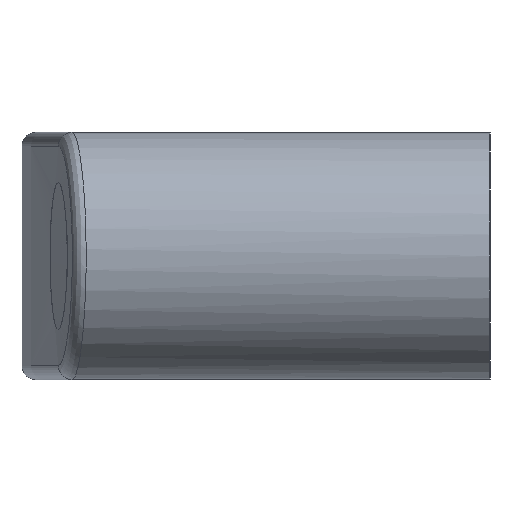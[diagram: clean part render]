
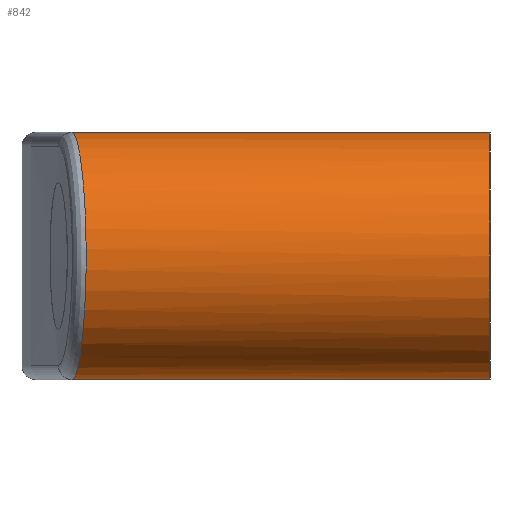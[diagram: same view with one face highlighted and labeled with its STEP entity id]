
A CAD part, left-side view. The second image highlights one B-rep face of the part: STEP entity #842.
In plain terms, the highlighted cylindrical face has radius 8.85 mm (diameter 17.7 mm), a partial arc.
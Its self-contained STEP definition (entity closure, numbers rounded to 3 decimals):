
#1 = CARTESIAN_POINT ( 'NONE',  ( -44.35, 0., 8.85 ) ) ;
#3 = DIRECTION ( 'NONE',  ( 0., -1., 0. ) ) ;
#65 = VERTEX_POINT ( 'NONE', #257 ) ;
#93 = CARTESIAN_POINT ( 'NONE',  ( -45.517, 29.787, -8.792 ) ) ;
#111 = CARTESIAN_POINT ( 'NONE',  ( -44.35, 0., 0. ) ) ;
#112 = CARTESIAN_POINT ( 'NONE',  ( -44.35, 27., 8.85 ) ) ;
#146 = CARTESIAN_POINT ( 'NONE',  ( -49.024, 29.401, -7.52 ) ) ;
#179 = LINE ( 'NONE', #2675, #751 ) ;
#180 = CARTESIAN_POINT ( 'NONE',  ( -53.2, 28.907, -0.282 ) ) ;
#182 = EDGE_CURVE ( 'NONE', #65, #1087, #179, .T. ) ;
#196 = B_SPLINE_CURVE_WITH_KNOTS ( 'NONE', 3,
 ( #1178, #2082, #1406, #2538, #2772, #1766, #1531, #2678, #623, #2202, #403, #1985, #850, #1992, #2894, #1312, #1540, #211, #2440, #1075, #1509, #385, #180, #2417, #1958, #2409, #2180, #1729, #2864, #821, #830, #1722, #603, #1281, #2177, #2272, #146, #1433, #2387, #507, #1715, #2753, #93, #765, #2359 ),
 .UNSPECIFIED., .F., .F.,
 ( 4, 2, 2, 2, 2, 2, 2, 2, 1, 2, 2, 2, 2, 2, 2, 2, 2, 2, 2, 2, 2, 2, 4 ),
 ( 0., 0.002, 0.003, 0.003, 0.005, 0.007, 0.009, 0.01, 0.01, 0.011, 0.012, 0.014, 0.015, 0.016, 0.017, 0.018, 0.019, 0.021, 0.023, 0.023, 0.024, 0.026, 0.028 ),
 .UNSPECIFIED. ) ;
#211 = CARTESIAN_POINT ( 'NONE',  ( -52.73, 28.965, 2.861 ) ) ;
#257 = CARTESIAN_POINT ( 'NONE',  ( -44.35, 29.91, -8.85 ) ) ;
#303 = EDGE_LOOP ( 'NONE', ( #716, #2642, #1807, #760, #621, #561 ) ) ;
#330 = DIRECTION ( 'NONE',  ( 0., 0., 1. ) ) ;
#331 = DIRECTION ( 'NONE',  ( 0., -1., 0. ) ) ;
#359 = AXIS2_PLACEMENT_3D ( 'NONE', #111, #1661, #330 ) ;
#360 = FACE_OUTER_BOUND ( 'NONE', #303, .T. ) ;
#385 = CARTESIAN_POINT ( 'NONE',  ( -53.2, 28.907, 0.586 ) ) ;
#403 = CARTESIAN_POINT ( 'NONE',  ( -50.19, 29.267, 6.675 ) ) ;
#407 = DIRECTION ( 'NONE',  ( 0., -1., 0. ) ) ;
#507 = CARTESIAN_POINT ( 'NONE',  ( -48.001, 29.516, -8.067 ) ) ;
#561 = ORIENTED_EDGE ( 'NONE', *, *, #2762, .T. ) ;
#587 = CARTESIAN_POINT ( 'NONE',  ( -44.35, 33.5, 8.85 ) ) ;
#603 = CARTESIAN_POINT ( 'NONE',  ( -51.383, 29.127, -5.403 ) ) ;
#607 = CARTESIAN_POINT ( 'NONE',  ( -44.35, 29.91, 8.85 ) ) ;
#621 = ORIENTED_EDGE ( 'NONE', *, *, #1058, .T. ) ;
#623 = CARTESIAN_POINT ( 'NONE',  ( -48.773, 29.43, 7.687 ) ) ;
#643 = LINE ( 'NONE', #587, #1189 ) ;
#716 = ORIENTED_EDGE ( 'NONE', *, *, #1685, .F. ) ;
#750 = EDGE_CURVE ( 'NONE', #2372, #65, #196, .T. ) ;
#751 = VECTOR ( 'NONE', #3, 1000. ) ;
#760 = ORIENTED_EDGE ( 'NONE', *, *, #182, .T. ) ;
#765 = CARTESIAN_POINT ( 'NONE',  ( -44.933, 29.849, -8.85 ) ) ;
#821 = CARTESIAN_POINT ( 'NONE',  ( -52.289, 29.018, -3.921 ) ) ;
#826 = EDGE_CURVE ( 'NONE', #2372, #2263, #643, .T. ) ;
#830 = CARTESIAN_POINT ( 'NONE',  ( -52.014, 29.051, -4.435 ) ) ;
#842 = ADVANCED_FACE ( 'NONE', ( #360 ), #2550, .T. ) ;
#850 = CARTESIAN_POINT ( 'NONE',  ( -51.374, 29.128, 5.415 ) ) ;
#871 = CIRCLE ( 'NONE', #359, 8.85 ) ;
#1058 = EDGE_CURVE ( 'NONE', #1087, #1662, #2084, .T. ) ;
#1075 = CARTESIAN_POINT ( 'NONE',  ( -52.971, 28.935, 2.022 ) ) ;
#1087 = VERTEX_POINT ( 'NONE', #1506 ) ;
#1178 = CARTESIAN_POINT ( 'NONE',  ( -44.35, 29.91, 8.85 ) ) ;
#1189 = VECTOR ( 'NONE', #407, 1000. ) ;
#1192 = VECTOR ( 'NONE', #2413, 1000. ) ;
#1277 = VERTEX_POINT ( 'NONE', #1 ) ;
#1281 = CARTESIAN_POINT ( 'NONE',  ( -51.017, 29.17, -5.85 ) ) ;
#1312 = CARTESIAN_POINT ( 'NONE',  ( -52.286, 29.018, 3.927 ) ) ;
#1340 = LINE ( 'NONE', #112, #1955 ) ;
#1349 = CARTESIAN_POINT ( 'NONE',  ( -44.35, 26.104, 8.85 ) ) ;
#1406 = CARTESIAN_POINT ( 'NONE',  ( -45.507, 29.789, 8.793 ) ) ;
#1422 = DIRECTION ( 'NONE',  ( 0., -1., 0. ) ) ;
#1433 = CARTESIAN_POINT ( 'NONE',  ( -48.777, 29.429, -7.669 ) ) ;
#1506 = CARTESIAN_POINT ( 'NONE',  ( -44.35, 26.104, -8.85 ) ) ;
#1509 = CARTESIAN_POINT ( 'NONE',  ( -53.143, 28.914, 1.162 ) ) ;
#1531 = CARTESIAN_POINT ( 'NONE',  ( -47.463, 29.576, 8.29 ) ) ;
#1540 = CARTESIAN_POINT ( 'NONE',  ( -52.534, 28.988, 3.404 ) ) ;
#1661 = DIRECTION ( 'NONE',  ( 0., 1., 0. ) ) ;
#1662 = VERTEX_POINT ( 'NONE', #2234 ) ;
#1685 = EDGE_CURVE ( 'NONE', #2263, #1277, #1340, .T. ) ;
#1709 = CARTESIAN_POINT ( 'NONE',  ( -44.35, 27., 0. ) ) ;
#1715 = CARTESIAN_POINT ( 'NONE',  ( -47.198, 29.606, -8.399 ) ) ;
#1722 = CARTESIAN_POINT ( 'NONE',  ( -51.865, 29.069, -4.683 ) ) ;
#1729 = CARTESIAN_POINT ( 'NONE',  ( -52.748, 28.962, -2.851 ) ) ;
#1766 = CARTESIAN_POINT ( 'NONE',  ( -47.187, 29.607, 8.388 ) ) ;
#1807 = ORIENTED_EDGE ( 'NONE', *, *, #750, .T. ) ;
#1955 = VECTOR ( 'NONE', #331, 1000. ) ;
#1958 = CARTESIAN_POINT ( 'NONE',  ( -53.129, 28.916, -1.154 ) ) ;
#1985 = CARTESIAN_POINT ( 'NONE',  ( -51.007, 29.171, 5.86 ) ) ;
#1992 = CARTESIAN_POINT ( 'NONE',  ( -51.861, 29.07, 4.69 ) ) ;
#2082 = CARTESIAN_POINT ( 'NONE',  ( -44.933, 29.849, 8.85 ) ) ;
#2084 = LINE ( 'NONE', #2487, #1192 ) ;
#2177 = CARTESIAN_POINT ( 'NONE',  ( -50.19, 29.267, -6.675 ) ) ;
#2180 = CARTESIAN_POINT ( 'NONE',  ( -52.916, 28.942, -2.298 ) ) ;
#2202 = CARTESIAN_POINT ( 'NONE',  ( -49.734, 29.32, 7.048 ) ) ;
#2234 = CARTESIAN_POINT ( 'NONE',  ( -44.35, 0., -8.85 ) ) ;
#2263 = VERTEX_POINT ( 'NONE', #1349 ) ;
#2272 = CARTESIAN_POINT ( 'NONE',  ( -49.743, 29.319, -7.041 ) ) ;
#2359 = CARTESIAN_POINT ( 'NONE',  ( -44.35, 29.91, -8.85 ) ) ;
#2372 = VERTEX_POINT ( 'NONE', #607 ) ;
#2387 = CARTESIAN_POINT ( 'NONE',  ( -48.266, 29.487, -7.942 ) ) ;
#2405 = AXIS2_PLACEMENT_3D ( 'NONE', #1709, #1422, #2619 ) ;
#2409 = CARTESIAN_POINT ( 'NONE',  ( -53.086, 28.921, -1.444 ) ) ;
#2413 = DIRECTION ( 'NONE',  ( 0., -1., 0. ) ) ;
#2417 = CARTESIAN_POINT ( 'NONE',  ( -53.186, 28.909, -0.572 ) ) ;
#2440 = CARTESIAN_POINT ( 'NONE',  ( -52.899, 28.944, 2.306 ) ) ;
#2487 = CARTESIAN_POINT ( 'NONE',  ( -44.35, 27., -8.85 ) ) ;
#2538 = CARTESIAN_POINT ( 'NONE',  ( -46.353, 29.698, 8.625 ) ) ;
#2550 = CYLINDRICAL_SURFACE ( 'NONE', #2405, 8.85 ) ;
#2619 = DIRECTION ( 'NONE',  ( 0., 0., -1. ) ) ;
#2642 = ORIENTED_EDGE ( 'NONE', *, *, #826, .F. ) ;
#2675 = CARTESIAN_POINT ( 'NONE',  ( -44.35, 33.5, -8.85 ) ) ;
#2678 = CARTESIAN_POINT ( 'NONE',  ( -48.265, 29.487, 7.958 ) ) ;
#2753 = CARTESIAN_POINT ( 'NONE',  ( -46.648, 29.666, -8.566 ) ) ;
#2762 = EDGE_CURVE ( 'NONE', #1662, #1277, #871, .T. ) ;
#2772 = CARTESIAN_POINT ( 'NONE',  ( -46.633, 29.667, 8.555 ) ) ;
#2864 = CARTESIAN_POINT ( 'NONE',  ( -52.415, 29.003, -3.656 ) ) ;
#2894 = CARTESIAN_POINT ( 'NONE',  ( -52.012, 29.051, 4.439 ) ) ;
